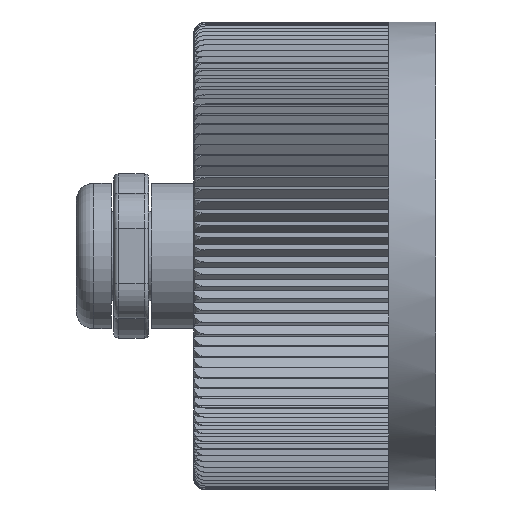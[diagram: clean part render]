
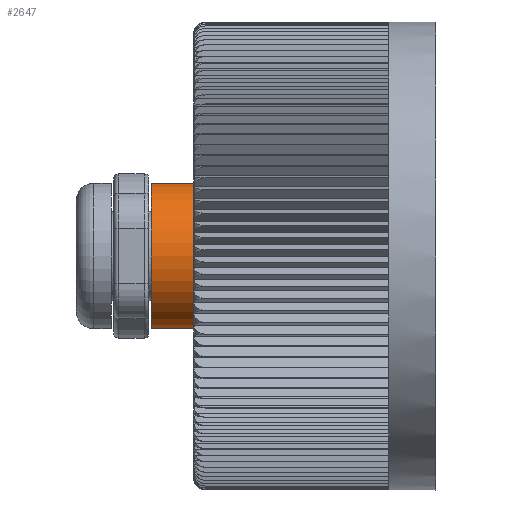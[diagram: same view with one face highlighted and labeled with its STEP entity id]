
A CAD part, left-side view. The second image highlights one B-rep face of the part: STEP entity #2647.
In plain terms, the highlighted cylindrical face has radius 3.1 mm (diameter 6.2 mm), a full revolution.
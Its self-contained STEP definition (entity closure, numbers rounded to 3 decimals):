
#980=CYLINDRICAL_SURFACE('',#9628,3.1);
#2647=ADVANCED_FACE('',(#3398,#3399),#980,.T.);
#3398=FACE_BOUND('',#3428,.T.);
#3399=FACE_BOUND('',#3429,.T.);
#3428=EDGE_LOOP('',(#4770));
#3429=EDGE_LOOP('',(#4771));
#4770=ORIENTED_EDGE('',*,*,#8393,.F.);
#4771=ORIENTED_EDGE('',*,*,#8391,.T.);
#7338=VERTEX_POINT('',#17311);
#7340=VERTEX_POINT('',#17316);
#8391=EDGE_CURVE('',#7338,#7338,#9316,.T.);
#8393=EDGE_CURVE('',#7340,#7340,#9318,.T.);
#9316=CIRCLE('',#9624,3.1);
#9318=CIRCLE('',#9627,3.1);
#9624=AXIS2_PLACEMENT_3D('',#17310,#10951,#10952);
#9627=AXIS2_PLACEMENT_3D('',#17315,#10957,#10958);
#9628=AXIS2_PLACEMENT_3D('',#17317,#10959,#10960);
#10951=DIRECTION('',(0.,-1.,0.));
#10952=DIRECTION('',(1.,0.,0.));
#10957=DIRECTION('',(0.,-1.,0.));
#10958=DIRECTION('',(1.,0.,0.));
#10959=DIRECTION('',(0.,-1.,0.));
#10960=DIRECTION('',(1.,0.,0.));
#17310=CARTESIAN_POINT('',(50.,62.1,0.));
#17311=CARTESIAN_POINT('',(53.1,62.1,0.));
#17315=CARTESIAN_POINT('',(50.,60.3,0.));
#17316=CARTESIAN_POINT('',(53.1,60.3,0.));
#17317=CARTESIAN_POINT('',(50.,50.,0.));
